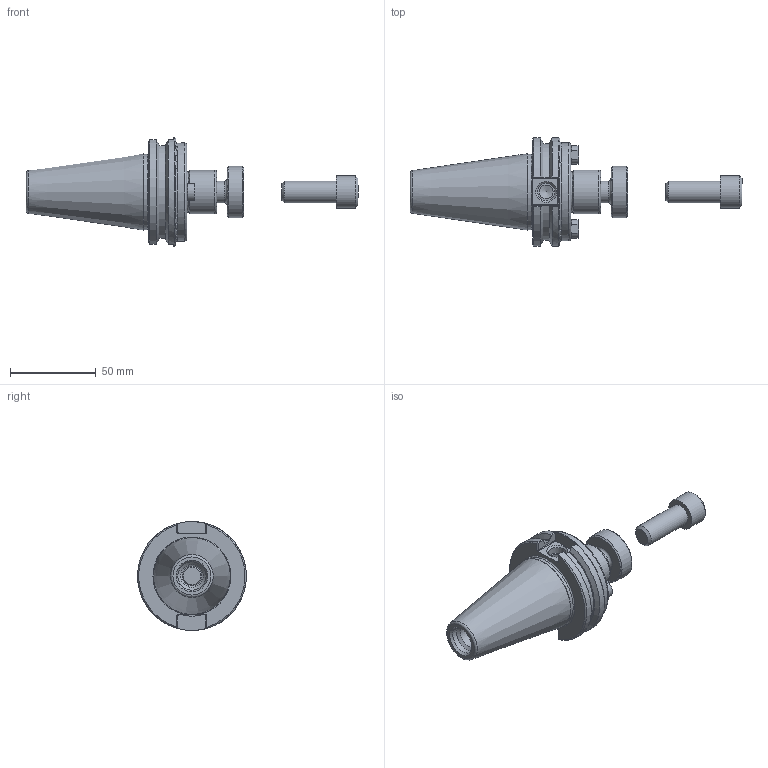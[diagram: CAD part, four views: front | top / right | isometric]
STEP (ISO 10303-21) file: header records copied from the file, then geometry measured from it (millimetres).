
FILE_DESCRIPTION((''),'2;1');
FILE_NAME('C40-10SM1.iam.stp','2014-07-17T07:44:27',(''),(''),'Autodesk Inventor 2012','Autodesk Inventor 2012','');
FILE_SCHEMA(('AUTOMOTIVE_DESIGN { 1 0 10303 214 1 1 1 1 }'));
Length unit declared in the file: inch
Products named in the file (5): C40-10SM1; C40-10SM1-1; 10KY; 028-188; 10LS
Assembly tree (5 placements, depth 2):
  C40-10SM1
    C40-10SM1-1
    10KY  x2
    028-188
    10LS
Bounding box: 193.55 x 63.42 x 63.5 mm (x, y, z)
Volume: 139352.1 mm3; surface area: 32409.2 mm2
Topology: 5 solids, 5 shells, 167 faces, 395 edges, 252 vertices
Faces by surface type: plane 66, cone 43, cylinder 43, bspline 8, torus 7
Full cylindrical faces by diameter (mm): 3.048 x2, 7.925 x1, 8 x1, 8.636 x2, 9.004 x2, 9.512 x2, 9.652 x2, 10.135 x1, 11.328 x1, 12.7 x2, 13.386 x1, 13.716 x1, 16.459 x1, 18.872 x1, 23.866 x1, 25.39 x1, 29.972 x1, 43.942 x1, 57.15 x1, 63.5 x1
Entity records: 5091 total; most frequent: CARTESIAN_POINT 1790, DIRECTION 635, ORIENTED_EDGE 570, EDGE_CURVE 285, AXIS2_PLACEMENT_3D 262, EDGE_LOOP 221, VERTEX_POINT 212, FACE_OUTER_BOUND 149
